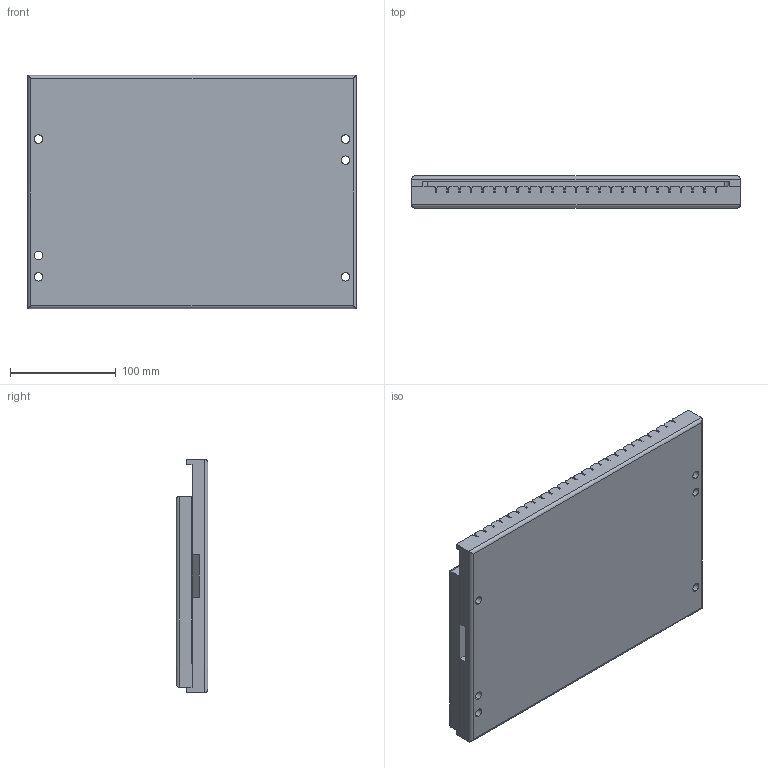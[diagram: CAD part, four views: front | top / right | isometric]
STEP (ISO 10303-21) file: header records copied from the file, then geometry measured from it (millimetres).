
FILE_DESCRIPTION (( 'STEP AP214' ), '1' );
FILE_NAME ('ôîðìà äëÿ ñâå÷åé.STEP', '2022-07-29T06:30:14', ( '' ), ( '' ), 'SwSTEP 2.0', 'SolidWorks 2019', '' );
FILE_SCHEMA (( 'AUTOMOTIVE_DESIGN' ));
Length unit declared in the file: millimetre
Products named in the file (3): ôîðìà äëÿ ñâå÷åé; ôîðìà äëÿ ñâå÷åé 2÷àñòü; ôîðìà äëÿ ñâå÷åé 1÷àñòü
Assembly tree (2 placements, depth 2):
  ôîðìà äëÿ ñâå÷åé
    ôîðìà äëÿ ñâå÷åé 1÷àñòü
    ôîðìà äëÿ ñâå÷åé 2÷àñòü
Bounding box: 310 x 30 x 220 mm (x, y, z)
Volume: 1585870.2 mm3; surface area: 320906.5 mm2
Topology: 2 solids, 2 shells, 668 faces, 2084 edges, 1370 vertices
Faces by surface type: plane 430, cylinder 188, sphere 50
Entity records: 22652 total; most frequent: CARTESIAN_POINT 4001, ORIENTED_EDGE 3968, DIRECTION 3932, EDGE_CURVE 1984, VECTOR 1366, LINE 1366, VERTEX_POINT 1320, AXIS2_PLACEMENT_3D 1283
